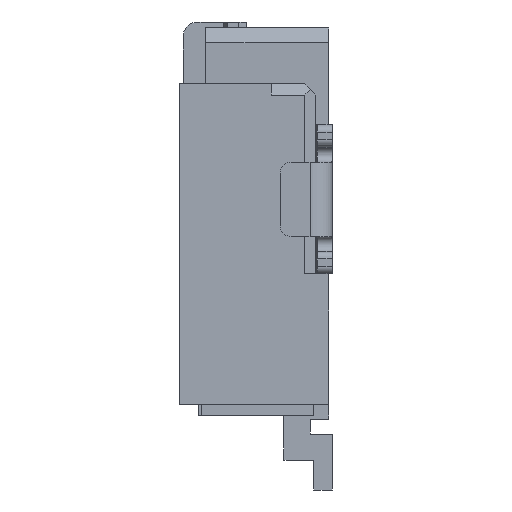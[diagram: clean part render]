
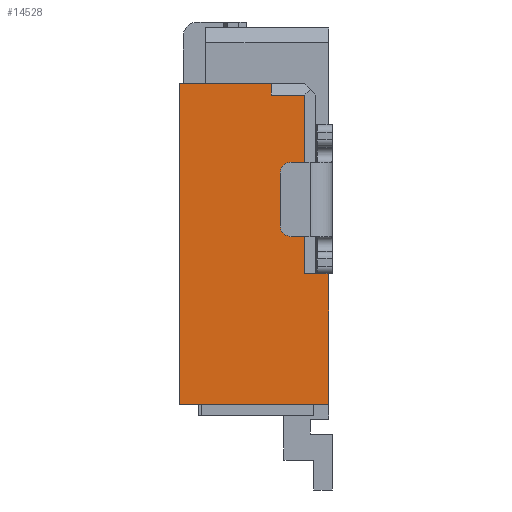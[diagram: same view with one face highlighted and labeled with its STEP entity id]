
A CAD part, left-side view. The second image highlights one B-rep face of the part: STEP entity #14528.
In plain terms, the highlighted planar face has unit normal (-1, 0, 0).
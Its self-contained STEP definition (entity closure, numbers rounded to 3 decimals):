
#4=DIRECTION('',(0.,-1.,0.));
#5=VECTOR('',#4,0.15);
#6=CARTESIAN_POINT('',(-5.9,-0.552,-3.38));
#7=LINE('',#6,#5);
#12=DIRECTION('',(0.,0.,-1.));
#13=VECTOR('',#12,1.75);
#14=CARTESIAN_POINT('',(-5.9,-0.702,-3.38));
#15=LINE('',#14,#13);
#19=DIRECTION('',(0.,1.,0.));
#20=VECTOR('',#19,2.);
#21=CARTESIAN_POINT('',(-5.9,-0.702,-5.13));
#22=LINE('',#21,#20);
#26=DIRECTION('',(0.,0.,1.));
#27=VECTOR('',#26,4.3);
#28=CARTESIAN_POINT('',(-5.9,1.298,-5.13));
#29=LINE('',#28,#27);
#33=DIRECTION('',(0.,-1.,0.));
#34=VECTOR('',#33,1.23);
#35=CARTESIAN_POINT('',(-5.9,1.298,-0.83));
#36=LINE('',#35,#34);
#40=DIRECTION('',(0.,0.,1.));
#41=VECTOR('',#40,0.15);
#42=CARTESIAN_POINT('',(-5.9,0.068,-0.98));
#43=LINE('',#42,#41);
#47=DIRECTION('',(0.,1.,0.));
#48=VECTOR('',#47,0.45);
#49=CARTESIAN_POINT('',(-5.9,-0.382,-0.98));
#50=LINE('',#49,#48);
#54=DIRECTION('',(0.,0.,1.));
#55=VECTOR('',#54,2.4);
#56=CARTESIAN_POINT('',(-5.9,-0.382,-3.38));
#57=LINE('',#56,#55);
#61=DIRECTION('',(0.,-1.,0.));
#62=VECTOR('',#61,0.17);
#63=CARTESIAN_POINT('',(-5.9,-0.382,-3.38));
#64=LINE('',#63,#62);
#12249=CARTESIAN_POINT('',(-5.9,-0.702,-5.13));
#12250=CARTESIAN_POINT('',(-5.9,1.298,-5.13));
#12251=VERTEX_POINT('',#12249);
#12252=VERTEX_POINT('',#12250);
#12253=CARTESIAN_POINT('',(-5.9,1.298,-0.83));
#12254=VERTEX_POINT('',#12253);
#12349=CARTESIAN_POINT('',(-5.9,-0.382,-3.38));
#12350=VERTEX_POINT('',#12349);
#12421=CARTESIAN_POINT('',(-5.9,0.068,-0.98));
#12422=CARTESIAN_POINT('',(-5.9,0.068,-0.83));
#12423=VERTEX_POINT('',#12421);
#12424=VERTEX_POINT('',#12422);
#12425=CARTESIAN_POINT('',(-5.9,-0.382,-0.98));
#12426=VERTEX_POINT('',#12425);
#12495=CARTESIAN_POINT('',(-5.9,-0.552,-3.38));
#12496=CARTESIAN_POINT('',(-5.9,-0.702,-3.38));
#12497=VERTEX_POINT('',#12495);
#12498=VERTEX_POINT('',#12496);
#14503=CARTESIAN_POINT('',(-5.9,0.,0.));
#14504=DIRECTION('',(1.,0.,0.));
#14505=DIRECTION('',(0.,0.,-1.));
#14506=AXIS2_PLACEMENT_3D('',#14503,#14504,#14505);
#14507=PLANE('',#14506);
#14509=ORIENTED_EDGE('',*,*,#14508,.T.);
#14511=ORIENTED_EDGE('',*,*,#14510,.T.);
#14513=ORIENTED_EDGE('',*,*,#14512,.T.);
#14515=ORIENTED_EDGE('',*,*,#14514,.T.);
#14517=ORIENTED_EDGE('',*,*,#14516,.T.);
#14519=ORIENTED_EDGE('',*,*,#14518,.F.);
#14521=ORIENTED_EDGE('',*,*,#14520,.F.);
#14523=ORIENTED_EDGE('',*,*,#14522,.F.);
#14525=ORIENTED_EDGE('',*,*,#14524,.T.);
#14526=EDGE_LOOP('',(#14509,#14511,#14513,#14515,#14517,#14519,#14521,#14523,
#14525));
#14527=FACE_OUTER_BOUND('',#14526,.F.);
#14508=EDGE_CURVE('',#12497,#12498,#7,.T.);
#14510=EDGE_CURVE('',#12498,#12251,#15,.T.);
#14512=EDGE_CURVE('',#12251,#12252,#22,.T.);
#14514=EDGE_CURVE('',#12252,#12254,#29,.T.);
#14516=EDGE_CURVE('',#12254,#12424,#36,.T.);
#14518=EDGE_CURVE('',#12423,#12424,#43,.T.);
#14520=EDGE_CURVE('',#12426,#12423,#50,.T.);
#14522=EDGE_CURVE('',#12350,#12426,#57,.T.);
#14524=EDGE_CURVE('',#12350,#12497,#64,.T.);
#14528=ADVANCED_FACE('',(#14527),#14507,.F.);
